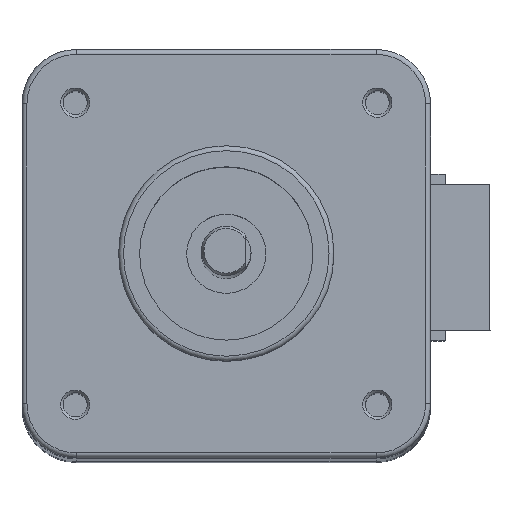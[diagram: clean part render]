
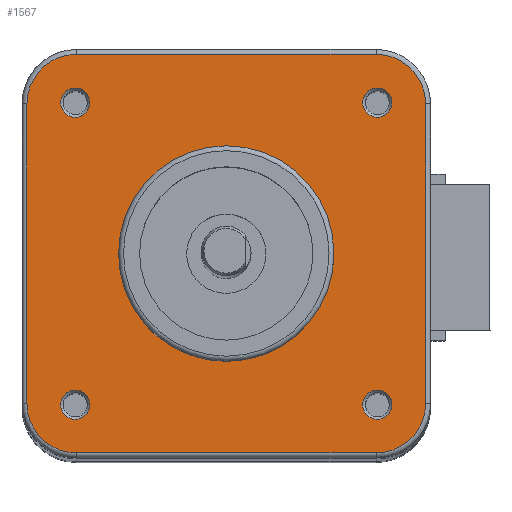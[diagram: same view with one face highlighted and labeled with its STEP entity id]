
A CAD part, front view. The second image highlights one B-rep face of the part: STEP entity #1567.
In plain terms, the highlighted face is planar.
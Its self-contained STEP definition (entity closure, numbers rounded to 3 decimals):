
#32=FACE_BOUND('',#212,.T.);
#33=FACE_BOUND('',#213,.T.);
#34=FACE_BOUND('',#214,.T.);
#35=FACE_BOUND('',#215,.T.);
#36=FACE_BOUND('',#216,.T.);
#51=PLANE('',#1696);
#111=FACE_OUTER_BOUND('',#211,.T.);
#211=EDGE_LOOP('',(#1102,#1103,#1104,#1105,#1106,#1107,#1108,#1109));
#212=EDGE_LOOP('',(#1110));
#213=EDGE_LOOP('',(#1111));
#214=EDGE_LOOP('',(#1112));
#215=EDGE_LOOP('',(#1113));
#216=EDGE_LOOP('',(#1114));
#334=LINE('',#2483,#468);
#335=LINE('',#2487,#469);
#336=LINE('',#2491,#470);
#337=LINE('',#2495,#471);
#468=VECTOR('',#1945,1000.);
#469=VECTOR('',#1948,1000.);
#470=VECTOR('',#1951,1000.);
#471=VECTOR('',#1954,1000.);
#595=CIRCLE('',#1697,5.08);
#596=CIRCLE('',#1698,5.08);
#597=CIRCLE('',#1699,5.08);
#598=CIRCLE('',#1700,5.08);
#599=CIRCLE('',#1701,1.5);
#600=CIRCLE('',#1702,1.5);
#601=CIRCLE('',#1703,1.5);
#602=CIRCLE('',#1704,1.5);
#603=CIRCLE('',#1705,11.049);
#701=VERTEX_POINT('',#2481);
#702=VERTEX_POINT('',#2482);
#703=VERTEX_POINT('',#2484);
#704=VERTEX_POINT('',#2486);
#705=VERTEX_POINT('',#2488);
#706=VERTEX_POINT('',#2490);
#707=VERTEX_POINT('',#2492);
#708=VERTEX_POINT('',#2494);
#709=VERTEX_POINT('',#2497);
#710=VERTEX_POINT('',#2499);
#711=VERTEX_POINT('',#2501);
#712=VERTEX_POINT('',#2503);
#713=VERTEX_POINT('',#2505);
#859=EDGE_CURVE('',#701,#702,#334,.T.);
#860=EDGE_CURVE('',#702,#703,#595,.T.);
#861=EDGE_CURVE('',#703,#704,#335,.T.);
#862=EDGE_CURVE('',#704,#705,#596,.T.);
#863=EDGE_CURVE('',#705,#706,#336,.T.);
#864=EDGE_CURVE('',#706,#707,#597,.T.);
#865=EDGE_CURVE('',#707,#708,#337,.T.);
#866=EDGE_CURVE('',#708,#701,#598,.T.);
#867=EDGE_CURVE('',#709,#709,#599,.T.);
#868=EDGE_CURVE('',#710,#710,#600,.T.);
#869=EDGE_CURVE('',#711,#711,#601,.T.);
#870=EDGE_CURVE('',#712,#712,#602,.T.);
#871=EDGE_CURVE('',#713,#713,#603,.T.);
#1102=ORIENTED_EDGE('',*,*,#859,.T.);
#1103=ORIENTED_EDGE('',*,*,#860,.T.);
#1104=ORIENTED_EDGE('',*,*,#861,.T.);
#1105=ORIENTED_EDGE('',*,*,#862,.T.);
#1106=ORIENTED_EDGE('',*,*,#863,.T.);
#1107=ORIENTED_EDGE('',*,*,#864,.T.);
#1108=ORIENTED_EDGE('',*,*,#865,.T.);
#1109=ORIENTED_EDGE('',*,*,#866,.T.);
#1110=ORIENTED_EDGE('',*,*,#867,.F.);
#1111=ORIENTED_EDGE('',*,*,#868,.F.);
#1112=ORIENTED_EDGE('',*,*,#869,.F.);
#1113=ORIENTED_EDGE('',*,*,#870,.F.);
#1114=ORIENTED_EDGE('',*,*,#871,.F.);
#1567=ADVANCED_FACE('',(#111,#32,#33,#34,#35,#36),#51,.T.);
#1696=AXIS2_PLACEMENT_3D('',#2480,#1943,#1944);
#1697=AXIS2_PLACEMENT_3D('',#2485,#1946,#1947);
#1698=AXIS2_PLACEMENT_3D('',#2489,#1949,#1950);
#1699=AXIS2_PLACEMENT_3D('',#2493,#1952,#1953);
#1700=AXIS2_PLACEMENT_3D('',#2496,#1955,#1956);
#1701=AXIS2_PLACEMENT_3D('',#2498,#1957,#1958);
#1702=AXIS2_PLACEMENT_3D('',#2500,#1959,#1960);
#1703=AXIS2_PLACEMENT_3D('',#2502,#1961,#1962);
#1704=AXIS2_PLACEMENT_3D('',#2504,#1963,#1964);
#1705=AXIS2_PLACEMENT_3D('',#2506,#1965,#1966);
#1943=DIRECTION('center_axis',(1.,0.,0.));
#1944=DIRECTION('ref_axis',(0.,0.,-1.));
#1945=DIRECTION('',(0.,0.,-1.));
#1946=DIRECTION('center_axis',(1.,0.,0.));
#1947=DIRECTION('ref_axis',(0.,0.,-1.));
#1948=DIRECTION('',(0.,1.,0.));
#1949=DIRECTION('center_axis',(1.,0.,0.));
#1950=DIRECTION('ref_axis',(0.,0.,-1.));
#1951=DIRECTION('',(0.,0.,1.));
#1952=DIRECTION('center_axis',(1.,0.,0.));
#1953=DIRECTION('ref_axis',(0.,0.,-1.));
#1954=DIRECTION('',(0.,-1.,0.));
#1955=DIRECTION('center_axis',(1.,0.,0.));
#1956=DIRECTION('ref_axis',(0.,0.,-1.));
#1957=DIRECTION('center_axis',(1.,0.,0.));
#1958=DIRECTION('ref_axis',(0.,0.,-1.));
#1959=DIRECTION('center_axis',(1.,0.,0.));
#1960=DIRECTION('ref_axis',(0.,0.,-1.));
#1961=DIRECTION('center_axis',(1.,0.,0.));
#1962=DIRECTION('ref_axis',(0.,0.,-1.));
#1963=DIRECTION('center_axis',(1.,0.,0.));
#1964=DIRECTION('ref_axis',(0.,0.,-1.));
#1965=DIRECTION('center_axis',(1.,0.,0.));
#1966=DIRECTION('ref_axis',(0.,0.,-1.));
#2480=CARTESIAN_POINT('Origin',(149.878,-85.367,15.367));
#2481=CARTESIAN_POINT('',(149.878,-90.447,15.367));
#2482=CARTESIAN_POINT('',(149.878,-90.447,-15.367));
#2483=CARTESIAN_POINT('',(149.878,-90.447,-15.367));
#2484=CARTESIAN_POINT('',(149.878,-85.367,-20.447));
#2485=CARTESIAN_POINT('Origin',(149.878,-85.367,-15.367));
#2486=CARTESIAN_POINT('',(149.878,-54.633,-20.447));
#2487=CARTESIAN_POINT('',(149.878,-54.633,-20.447));
#2488=CARTESIAN_POINT('',(149.878,-49.553,-15.367));
#2489=CARTESIAN_POINT('Origin',(149.878,-54.633,-15.367));
#2490=CARTESIAN_POINT('',(149.878,-49.553,15.367));
#2491=CARTESIAN_POINT('',(149.878,-49.553,15.367));
#2492=CARTESIAN_POINT('',(149.878,-54.633,20.447));
#2493=CARTESIAN_POINT('Origin',(149.878,-54.633,15.367));
#2494=CARTESIAN_POINT('',(149.878,-85.367,20.447));
#2495=CARTESIAN_POINT('',(149.878,-85.367,20.447));
#2496=CARTESIAN_POINT('Origin',(149.878,-85.367,15.367));
#2497=CARTESIAN_POINT('',(149.878,-85.494,-13.994));
#2498=CARTESIAN_POINT('Origin',(149.878,-85.494,-15.494));
#2499=CARTESIAN_POINT('',(149.878,-54.506,16.994));
#2500=CARTESIAN_POINT('Origin',(149.878,-54.506,15.494));
#2501=CARTESIAN_POINT('',(149.878,-54.506,-13.994));
#2502=CARTESIAN_POINT('Origin',(149.878,-54.506,-15.494));
#2503=CARTESIAN_POINT('',(149.878,-85.494,16.994));
#2504=CARTESIAN_POINT('Origin',(149.878,-85.494,15.494));
#2505=CARTESIAN_POINT('',(149.878,-70.,11.049));
#2506=CARTESIAN_POINT('Origin',(149.878,-70.,0.));
